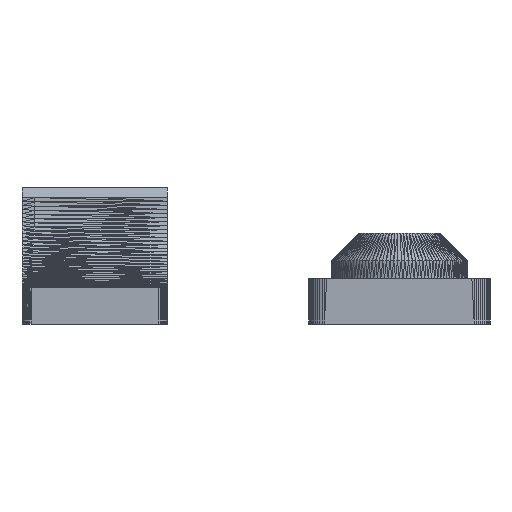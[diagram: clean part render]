
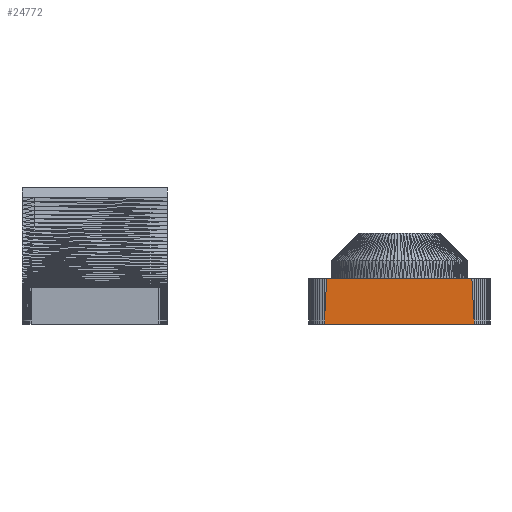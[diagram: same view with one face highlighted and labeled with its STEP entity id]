
A CAD part, front view. The second image highlights one B-rep face of the part: STEP entity #24772.
In plain terms, the highlighted planar face has unit normal (0, -1, -0.003).
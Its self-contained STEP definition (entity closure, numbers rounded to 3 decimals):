
#918=FACE_OUTER_BOUND('',#2494,.T.);
#2494=EDGE_LOOP('',(#19592,#19593,#19594,#19595));
#5272=LINE('',#37807,#8722);
#5273=LINE('',#37809,#8723);
#5274=LINE('',#37811,#8724);
#5275=LINE('',#37812,#8725);
#8722=VECTOR('',#30890,16.522);
#8723=VECTOR('',#30891,5.007);
#8724=VECTOR('',#30892,16.);
#8725=VECTOR('',#30893,5.007);
#11298=VERTEX_POINT('',#37805);
#11299=VERTEX_POINT('',#37806);
#11300=VERTEX_POINT('',#37808);
#11301=VERTEX_POINT('',#37810);
#14069=EDGE_CURVE('',#11298,#11299,#5272,.T.);
#14070=EDGE_CURVE('',#11300,#11299,#5273,.T.);
#14071=EDGE_CURVE('',#11301,#11300,#5274,.T.);
#14072=EDGE_CURVE('',#11298,#11301,#5275,.T.);
#19592=ORIENTED_EDGE('',*,*,#14069,.T.);
#19593=ORIENTED_EDGE('',*,*,#14070,.F.);
#19594=ORIENTED_EDGE('',*,*,#14071,.F.);
#19595=ORIENTED_EDGE('',*,*,#14072,.F.);
#23208=PLANE('',#26339);
#24772=ADVANCED_FACE('',(#918),#23208,.T.);
#26339=AXIS2_PLACEMENT_3D('',#37804,#30888,#30889);
#30888=DIRECTION('center_axis',(0.,-1.,-0.003));
#30889=DIRECTION('ref_axis',(0.,0.003,-1.));
#30890=DIRECTION('',(1.,0.,0.));
#30891=DIRECTION('',(0.052,0.003,-0.999));
#30892=DIRECTION('',(1.,0.,0.));
#30893=DIRECTION('',(0.052,-0.003,0.999));
#37804=CARTESIAN_POINT('Origin',(49.596,-0.01,5.));
#37805=CARTESIAN_POINT('',(33.335,0.007,0.));
#37806=CARTESIAN_POINT('',(49.857,0.007,0.));
#37807=CARTESIAN_POINT('',(33.335,0.007,0.));
#37808=CARTESIAN_POINT('',(49.596,-0.01,5.));
#37809=CARTESIAN_POINT('',(49.596,-0.01,5.));
#37810=CARTESIAN_POINT('',(33.596,-0.01,5.));
#37811=CARTESIAN_POINT('',(33.596,-0.01,5.));
#37812=CARTESIAN_POINT('',(33.335,0.007,0.));
